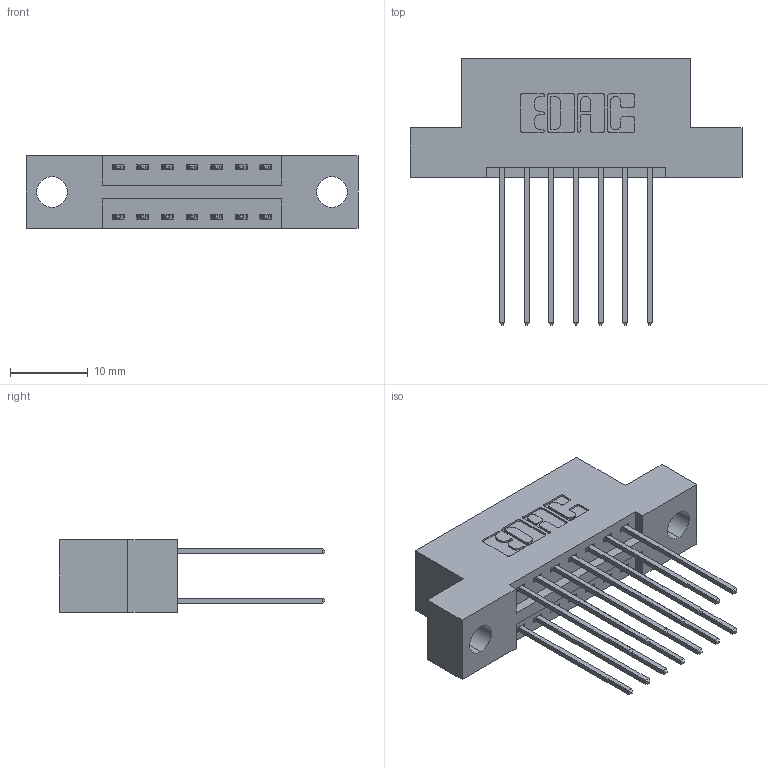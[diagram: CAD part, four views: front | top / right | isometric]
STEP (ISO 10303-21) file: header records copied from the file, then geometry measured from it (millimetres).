
FILE_DESCRIPTION (( 'STEP AP203' ), '1' );
FILE_NAME ('396-014-541-204.STEP', '2018-08-31T10:20:27', ( '' ), ( '' ), 'SwSTEP 2.0', 'SolidWorks 2016', '' );
FILE_SCHEMA (( 'CONFIG_CONTROL_DESIGN' ));
Length unit declared in the file: inch
Products named in the file (3): 346 Part_Flush Mounting Lugs - 0.156 Dia-TH; 345-292-001_345-293-141; 396-014-541-204
Assembly tree (15 placements, depth 2):
  396-014-541-204
    346 Part_Flush Mounting Lugs - 0.156 Dia-TH
    345-292-001_345-293-141  x14
Bounding box: 42.8 x 34.29 x 9.4 mm (x, y, z)
Volume: 3894.1 mm3; surface area: 5001.1 mm2
Topology: 15 solids, 15 shells, 850 faces, 2499 edges, 1646 vertices
Faces by surface type: plane 566, cylinder 284
Entity records: 9301 total; most frequent: CARTESIAN_POINT 1580, ORIENTED_EDGE 1514, DIRECTION 1445, EDGE_CURVE 757, LINE 597, VECTOR 597, VERTEX_POINT 502, AXIS2_PLACEMENT_3D 424
